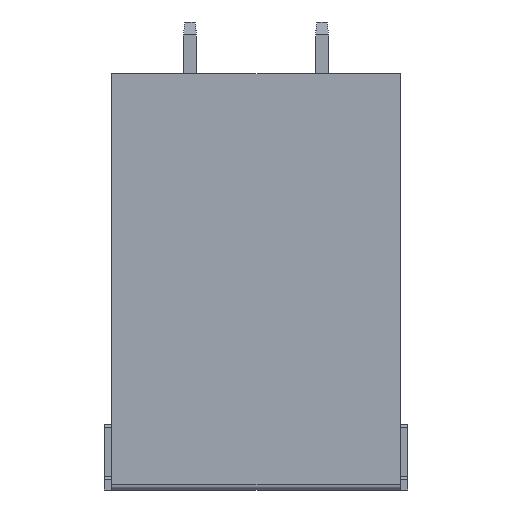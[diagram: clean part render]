
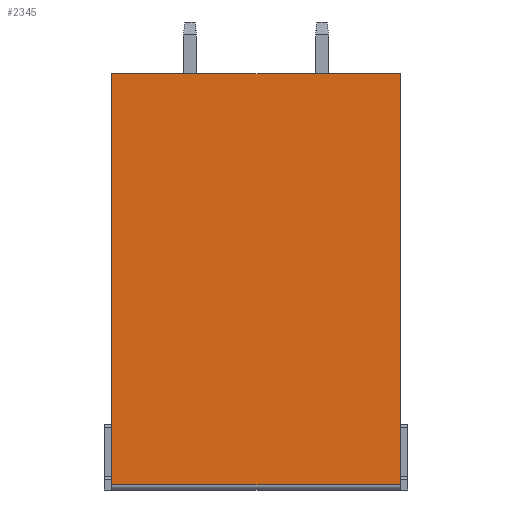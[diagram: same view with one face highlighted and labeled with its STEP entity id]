
A CAD part, left-side view. The second image highlights one B-rep face of the part: STEP entity #2345.
In plain terms, the highlighted planar face has unit normal (-1, 0, 0).
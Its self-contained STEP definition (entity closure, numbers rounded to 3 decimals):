
#96=DIRECTION('',(0.,0.,1.));
#97=VECTOR('',#96,31.6);
#98=CARTESIAN_POINT('',(-6.7,0.,-15.6));
#99=LINE('',#98,#97);
#284=DIRECTION('',(0.,0.,1.));
#285=VECTOR('',#284,31.6);
#286=CARTESIAN_POINT('',(-6.7,-22.16,-15.6));
#287=LINE('',#286,#285);
#449=DIRECTION('',(0.,-1.,0.));
#450=VECTOR('',#449,22.16);
#451=CARTESIAN_POINT('',(-6.7,0.,-15.6));
#452=LINE('',#451,#450);
#453=DIRECTION('',(0.,-1.,0.));
#454=VECTOR('',#453,22.16);
#455=CARTESIAN_POINT('',(-6.7,0.,16.));
#456=LINE('',#455,#454);
#1515=CARTESIAN_POINT('',(-6.7,0.,16.));
#1517=VERTEX_POINT('',#1515);
#1524=CARTESIAN_POINT('',(-6.7,0.,-15.6));
#1526=VERTEX_POINT('',#1524);
#1527=CARTESIAN_POINT('',(-6.7,-22.16,16.));
#1529=VERTEX_POINT('',#1527);
#1536=CARTESIAN_POINT('',(-6.7,-22.16,-15.6));
#1538=VERTEX_POINT('',#1536);
#2333=CARTESIAN_POINT('',(-6.7,0.,-15.6));
#2334=DIRECTION('',(-1.,0.,0.));
#2335=DIRECTION('',(0.,0.,1.));
#2336=AXIS2_PLACEMENT_3D('',#2333,#2334,#2335);
#2337=PLANE('',#2336);
#2338=ORIENTED_EDGE('',*,*,#1984,.T.);
#2340=ORIENTED_EDGE('',*,*,#2339,.T.);
#2341=ORIENTED_EDGE('',*,*,#2115,.F.);
#2342=ORIENTED_EDGE('',*,*,#2326,.F.);
#2343=EDGE_LOOP('',(#2338,#2340,#2341,#2342));
#2344=FACE_OUTER_BOUND('',#2343,.F.);
#1984=EDGE_CURVE('',#1526,#1517,#99,.T.);
#2115=EDGE_CURVE('',#1538,#1529,#287,.T.);
#2326=EDGE_CURVE('',#1526,#1538,#452,.T.);
#2339=EDGE_CURVE('',#1517,#1529,#456,.T.);
#2345=ADVANCED_FACE('',(#2344),#2337,.T.);
